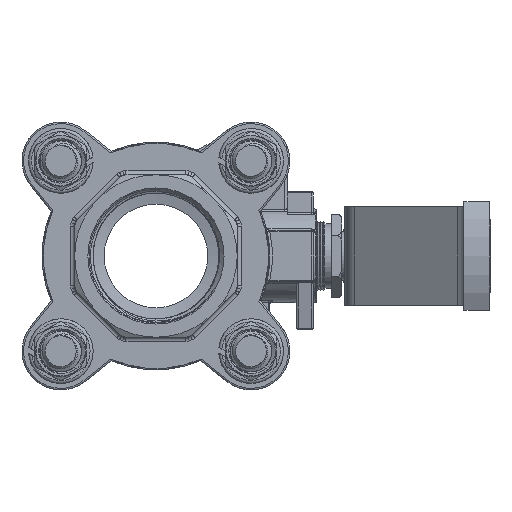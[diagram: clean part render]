
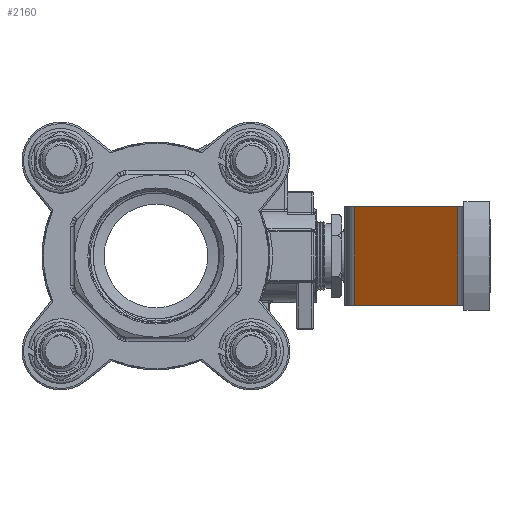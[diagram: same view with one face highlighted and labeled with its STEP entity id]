
A CAD part, left-side view. The second image highlights one B-rep face of the part: STEP entity #2160.
In plain terms, the highlighted planar face has unit normal (-0.809, 0.588, 0).
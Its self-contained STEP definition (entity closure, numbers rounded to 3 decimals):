
#1932=CARTESIAN_POINT('',(-15.699,-38.453,9.5));
#1933=VERTEX_POINT('',#1932);
#1941=CARTESIAN_POINT('',(-30.165,-58.364,9.5));
#1942=VERTEX_POINT('',#1941);
#1943=CARTESIAN_POINT('',(-15.699,-38.453,9.5));
#1944=DIRECTION('',(-0.588,-0.809,0.0));
#1945=VECTOR('',#1944,24.611);
#1946=LINE('',#1943,#1945);
#1947=EDGE_CURVE('',#1933,#1942,#1946,.T.);
#2112=CARTESIAN_POINT('',(-15.699,-38.453,-9.5));
#2113=VERTEX_POINT('',#2112);
#2121=CARTESIAN_POINT('',(-15.699,-38.453,-9.5));
#2122=DIRECTION('',(0.0,0.0,1.0));
#2123=VECTOR('',#2122,19.0);
#2124=LINE('',#2121,#2123);
#2125=EDGE_CURVE('',#2113,#1933,#2124,.T.);
#2137=CARTESIAN_POINT('',(-15.699,-38.453,-9.5));
#2138=DIRECTION('',(-0.809,0.588,0.0));
#2139=DIRECTION('',(-0.588,-0.809,0.0));
#2140=AXIS2_PLACEMENT_3D('',#2137,#2138,#2139);
#2141=PLANE('',#2140);
#2142=CARTESIAN_POINT('',(-30.165,-58.364,-9.5));
#2143=VERTEX_POINT('',#2142);
#2144=CARTESIAN_POINT('',(-15.699,-38.453,-9.5));
#2145=DIRECTION('',(-0.588,-0.809,0.0));
#2146=VECTOR('',#2145,24.611);
#2147=LINE('',#2144,#2146);
#2148=EDGE_CURVE('',#2113,#2143,#2147,.T.);
#2149=ORIENTED_EDGE('',*,*,#2148,.T.);
#2150=CARTESIAN_POINT('',(-30.165,-58.364,-9.5));
#2151=DIRECTION('',(0.0,0.0,1.0));
#2152=VECTOR('',#2151,19.0);
#2153=LINE('',#2150,#2152);
#2154=EDGE_CURVE('',#2143,#1942,#2153,.T.);
#2155=ORIENTED_EDGE('',*,*,#2154,.T.);
#2156=ORIENTED_EDGE('',*,*,#1947,.F.);
#2157=ORIENTED_EDGE('',*,*,#2125,.F.);
#2158=EDGE_LOOP('',(#2149,#2155,#2156,#2157));
#2159=FACE_OUTER_BOUND('',#2158,.T.);
#2160=ADVANCED_FACE('',(#2159),#2141,.T.);
